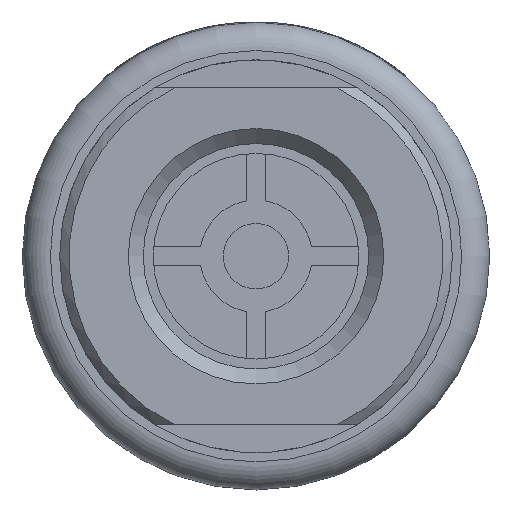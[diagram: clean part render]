
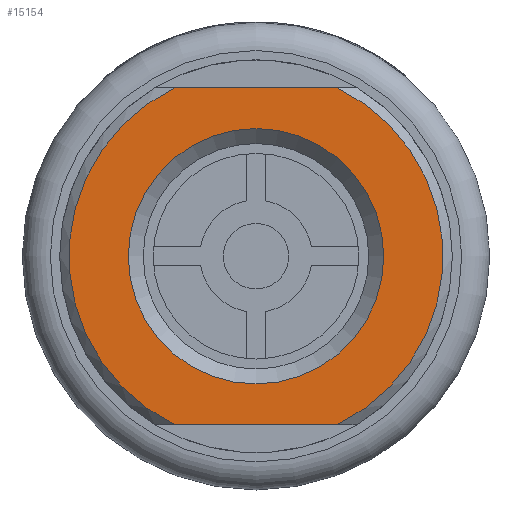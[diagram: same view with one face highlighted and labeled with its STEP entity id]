
A CAD part, front view. The second image highlights one B-rep face of the part: STEP entity #15154.
In plain terms, the highlighted planar face has unit normal (0, -1, 0).
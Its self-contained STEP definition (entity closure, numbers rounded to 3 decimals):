
#15154=ADVANCED_FACE('',(#26655,#26657),#26659,.T.);
#26655=FACE_BOUND('',#26656,.T.);
#26656=EDGE_LOOP('',(#39739,#39740,#39741,#39742));
#26657=FACE_BOUND('',#26658,.T.);
#26658=EDGE_LOOP('',(#39743));
#26659=PLANE('',#26660);
#26660=AXIS2_PLACEMENT_3D('',#26661,#26662,#26663);
#26661=CARTESIAN_POINT('',(0.,-1.,0.));
#26662=DIRECTION('',(0.,-1.,0.));
#26663=DIRECTION('',(0.,0.,1.));
#39739=ORIENTED_EDGE('',*,*,#44652,.T.);
#39740=ORIENTED_EDGE('',*,*,#44659,.T.);
#39741=ORIENTED_EDGE('',*,*,#44656,.T.);
#39742=ORIENTED_EDGE('',*,*,#44653,.T.);
#39743=ORIENTED_EDGE('',*,*,#44661,.T.);
#44652=EDGE_CURVE('',#52581,#52583,#52585,.T.);
#44653=EDGE_CURVE('',#52586,#52581,#52587,.F.);
#44656=EDGE_CURVE('',#52590,#52586,#52591,.T.);
#44659=EDGE_CURVE('',#52583,#52590,#52594,.F.);
#44661=EDGE_CURVE('',#52597,#52597,#52598,.T.);
#52581=VERTEX_POINT('',#81192);
#52583=VERTEX_POINT('',#81212);
#52585=CIRCLE('',#81232,20.);
#52586=VERTEX_POINT('',#81236);
#52587=LINE('',#81237,#81238);
#52590=VERTEX_POINT('',#81262);
#52591=CIRCLE('',#81263,20.);
#52594=LINE('',#81289,#81290);
#52597=VERTEX_POINT('',#81297);
#52598=CIRCLE('',#81298,13.659);
#81192=CARTESIAN_POINT('',(8.718,-1.,-18.));
#81212=CARTESIAN_POINT('',(8.718,-1.,18.));
#81232=AXIS2_PLACEMENT_3D('',#81233,#81234,#81235);
#81233=CARTESIAN_POINT('',(0.,-1.,0.));
#81234=DIRECTION('',(0.,-1.,0.));
#81235=DIRECTION('',(0.436,0.,-0.9));
#81236=CARTESIAN_POINT('',(-8.718,-1.,-18.));
#81237=CARTESIAN_POINT('',(8.718,-1.,-18.));
#81238=VECTOR('',#81239,1.);
#81239=DIRECTION('',(-1.,0.,0.));
#81262=CARTESIAN_POINT('',(-8.718,-1.,18.));
#81263=AXIS2_PLACEMENT_3D('',#81264,#81265,#81266);
#81264=CARTESIAN_POINT('',(0.,-1.,0.));
#81265=DIRECTION('',(0.,-1.,0.));
#81266=DIRECTION('',(-0.436,0.,0.9));
#81289=CARTESIAN_POINT('',(-8.718,-1.,18.));
#81290=VECTOR('',#81291,1.);
#81291=DIRECTION('',(1.,0.,0.));
#81297=CARTESIAN_POINT('',(0.,-1.,13.659));
#81298=AXIS2_PLACEMENT_3D('',#81299,#81300,#81301);
#81299=CARTESIAN_POINT('',(0.,-1.,0.));
#81300=DIRECTION('',(0.,1.,0.));
#81301=DIRECTION('',(0.,0.,1.));
